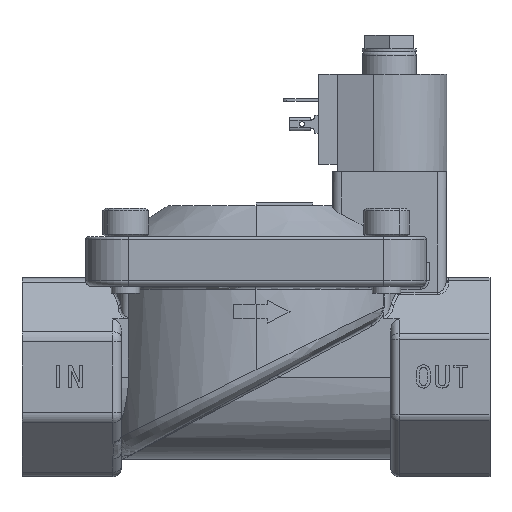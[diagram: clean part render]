
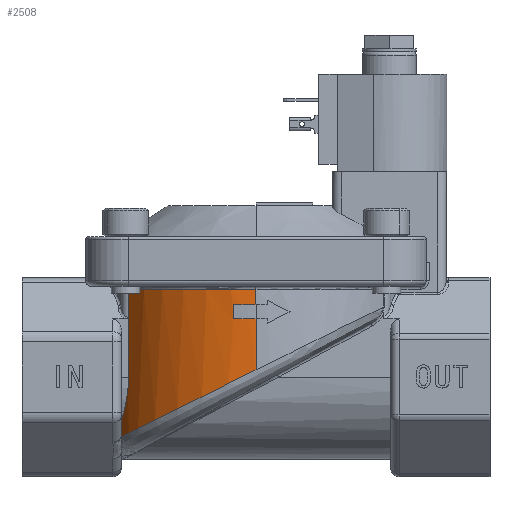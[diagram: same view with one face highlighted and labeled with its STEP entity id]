
A CAD part, top view. The second image highlights one B-rep face of the part: STEP entity #2508.
In plain terms, the highlighted cylindrical face has radius 53.5 mm (diameter 107 mm), a partial arc.
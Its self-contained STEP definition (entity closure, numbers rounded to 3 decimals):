
#15 = CARTESIAN_POINT ( 'NONE',  ( 0., -80., 53.5 ) ) ;
#603 = VERTEX_POINT ( 'NONE', #5817 ) ;
#615 = CARTESIAN_POINT ( 'NONE',  ( -44.958, -80., 29. ) ) ;
#702 = ORIENTED_EDGE ( 'NONE', *, *, #16558, .T. ) ;
#822 = EDGE_CURVE ( 'NONE', #2077, #5190, #3861, .T. ) ;
#823 = CARTESIAN_POINT ( 'NONE',  ( 0., -80., 0. ) ) ;
#853 = VECTOR ( 'NONE', #5904, 1000. ) ;
#1021 = CARTESIAN_POINT ( 'NONE',  ( -47.5, -61.528, 24.617 ) ) ;
#1082 = CIRCLE ( 'NONE', #6631, 53.5 ) ;
#1089 = DIRECTION ( 'NONE',  ( 0., 1., 0. ) ) ;
#1109 = CARTESIAN_POINT ( 'NONE',  ( 0., -20., 53.5 ) ) ;
#1333 = CARTESIAN_POINT ( 'NONE',  ( 0., -20., 0. ) ) ;
#1897 = EDGE_CURVE ( 'NONE', #12252, #2343, #12508, .T. ) ;
#2077 = VERTEX_POINT ( 'NONE', #14818 ) ;
#2209 = AXIS2_PLACEMENT_3D ( 'NONE', #16259, #12263, #3232 ) ;
#2343 = VERTEX_POINT ( 'NONE', #14789 ) ;
#2508 = ADVANCED_FACE ( 'NONE', ( #15227 ), #7501, .T. ) ;
#2618 = CARTESIAN_POINT ( 'NONE',  ( -46.331, -51.709, 26.755 ) ) ;
#2918 = EDGE_CURVE ( 'NONE', #603, #9849, #11394, .T. ) ;
#2965 = CARTESIAN_POINT ( 'NONE',  ( -45.784, -49.182, 27.678 ) ) ;
#3056 = CARTESIAN_POINT ( 'NONE',  ( -47.5, -55.83, 24.617 ) ) ;
#3232 = DIRECTION ( 'NONE',  ( 0., 0., 1. ) ) ;
#3319 = CARTESIAN_POINT ( 'NONE',  ( -47.136, -54.702, 25.319 ) ) ;
#3551 = VECTOR ( 'NONE', #1089, 1000. ) ;
#3771 = CARTESIAN_POINT ( 'NONE',  ( 0., -80., 53.5 ) ) ;
#3822 = DIRECTION ( 'NONE',  ( 0., 1., 0. ) ) ;
#3861 = B_SPLINE_CURVE_WITH_KNOTS ( 'NONE', 3,
 ( #15690, #17083, #14224, #17171, #10491, #14388, #5183, #15779, #15605, #3891 ),
 .UNSPECIFIED., .F., .F.,
 ( 4, 2, 2, 2, 4 ),
 ( 0., 0.25, 0.5, 0.75, 1. ),
 .UNSPECIFIED. ) ;
#3891 = CARTESIAN_POINT ( 'NONE',  ( -47.5, -61.528, 24.617 ) ) ;
#3922 = VECTOR ( 'NONE', #15706, 1000. ) ;
#3929 = CARTESIAN_POINT ( 'NONE',  ( -44.958, -40.5, 29. ) ) ;
#3971 = VECTOR ( 'NONE', #16463, 1000. ) ;
#4009 = CARTESIAN_POINT ( 'NONE',  ( -45.022, -43.238, 28.902 ) ) ;
#4022 = ORIENTED_EDGE ( 'NONE', *, *, #15590, .T. ) ;
#4026 = EDGE_LOOP ( 'NONE', ( #5113, #11471, #8188, #13219, #8573, #4022, #702, #8614, #7938, #6805, #7893, #16009 ) ) ;
#4035 = DIRECTION ( 'NONE',  ( 0., 0., 1. ) ) ;
#4268 = CARTESIAN_POINT ( 'NONE',  ( -45.264, -45.915, 28.522 ) ) ;
#4528 = CARTESIAN_POINT ( 'NONE',  ( -46.794, -53.532, 25.941 ) ) ;
#4542 = VERTEX_POINT ( 'NONE', #7101 ) ;
#4990 = CARTESIAN_POINT ( 'NONE',  ( 0., -15., 53.5 ) ) ;
#4994 = VECTOR ( 'NONE', #3822, 1000. ) ;
#5113 = ORIENTED_EDGE ( 'NONE', *, *, #822, .F. ) ;
#5125 = DIRECTION ( 'NONE',  ( 0., 1., 0. ) ) ;
#5183 = CARTESIAN_POINT ( 'NONE',  ( -35.772, -55.719, 40.079 ) ) ;
#5190 = VERTEX_POINT ( 'NONE', #1021 ) ;
#5258 = AXIS2_PLACEMENT_3D ( 'NONE', #1333, #13220, #9314 ) ;
#5324 = VERTEX_POINT ( 'NONE', #12300 ) ;
#5339 = CARTESIAN_POINT ( 'NONE',  ( 0., -9.5, 0. ) ) ;
#5817 = CARTESIAN_POINT ( 'NONE',  ( -47.5, -55.83, 24.617 ) ) ;
#5904 = DIRECTION ( 'NONE',  ( 0., -1., 0. ) ) ;
#5949 = LINE ( 'NONE', #11250, #3971 ) ;
#6034 = EDGE_CURVE ( 'NONE', #8694, #603, #15865, .T. ) ;
#6199 = DIRECTION ( 'NONE',  ( 0., 0., 1. ) ) ;
#6292 = LINE ( 'NONE', #3771, #3551 ) ;
#6370 = CARTESIAN_POINT ( 'NONE',  ( -47.5, -61.138, 24.617 ) ) ;
#6607 = LINE ( 'NONE', #15, #12564 ) ;
#6631 = AXIS2_PLACEMENT_3D ( 'NONE', #5339, #13330, #4035 ) ;
#6805 = ORIENTED_EDGE ( 'NONE', *, *, #6034, .T. ) ;
#7101 = CARTESIAN_POINT ( 'NONE',  ( -8., -15., 52.898 ) ) ;
#7501 = CYLINDRICAL_SURFACE ( 'NONE', #7539, 53.5 ) ;
#7539 = AXIS2_PLACEMENT_3D ( 'NONE', #823, #12795, #6199 ) ;
#7893 = ORIENTED_EDGE ( 'NONE', *, *, #2918, .T. ) ;
#7938 = ORIENTED_EDGE ( 'NONE', *, *, #11786, .T. ) ;
#8188 = ORIENTED_EDGE ( 'NONE', *, *, #9208, .T. ) ;
#8231 = CARTESIAN_POINT ( 'NONE',  ( -44.958, -80., 29. ) ) ;
#8573 = ORIENTED_EDGE ( 'NONE', *, *, #17020, .T. ) ;
#8614 = ORIENTED_EDGE ( 'NONE', *, *, #1897, .T. ) ;
#8694 = VERTEX_POINT ( 'NONE', #10157 ) ;
#9021 = CARTESIAN_POINT ( 'NONE',  ( -8., -20., 52.898 ) ) ;
#9208 = EDGE_CURVE ( 'NONE', #15170, #12628, #13012, .T. ) ;
#9222 = CARTESIAN_POINT ( 'NONE',  ( -45.912, -49.827, 27.467 ) ) ;
#9314 = DIRECTION ( 'NONE',  ( 0., 0., 1. ) ) ;
#9433 = EDGE_CURVE ( 'NONE', #12628, #4542, #14905, .T. ) ;
#9565 = CARTESIAN_POINT ( 'NONE',  ( -45.442, -47.233, 28.24 ) ) ;
#9849 = VERTEX_POINT ( 'NONE', #6370 ) ;
#10157 = CARTESIAN_POINT ( 'NONE',  ( -44.958, -40.5, 29. ) ) ;
#10420 = CARTESIAN_POINT ( 'NONE',  ( -47.5, -80., 24.617 ) ) ;
#10491 = CARTESIAN_POINT ( 'NONE',  ( -23.634, -49.706, 48.243 ) ) ;
#10851 = VERTEX_POINT ( 'NONE', #4990 ) ;
#10937 = DIRECTION ( 'NONE',  ( 0., -1., 0. ) ) ;
#11250 = CARTESIAN_POINT ( 'NONE',  ( -47.5, -61.331, 24.617 ) ) ;
#11394 = LINE ( 'NONE', #10420, #3922 ) ;
#11471 = ORIENTED_EDGE ( 'NONE', *, *, #14364, .T. ) ;
#11786 = EDGE_CURVE ( 'NONE', #2343, #8694, #14825, .T. ) ;
#12252 = VERTEX_POINT ( 'NONE', #14009 ) ;
#12263 = DIRECTION ( 'NONE',  ( 0., 1., 0. ) ) ;
#12300 = CARTESIAN_POINT ( 'NONE',  ( 0., -9.5, 53.5 ) ) ;
#12508 = LINE ( 'NONE', #615, #853 ) ;
#12564 = VECTOR ( 'NONE', #5125, 1000. ) ;
#12628 = VERTEX_POINT ( 'NONE', #9021 ) ;
#12795 = DIRECTION ( 'NONE',  ( 0., 1., 0. ) ) ;
#13012 = CIRCLE ( 'NONE', #5258, 53.5 ) ;
#13212 = EDGE_CURVE ( 'NONE', #5190, #9849, #5949, .T. ) ;
#13219 = ORIENTED_EDGE ( 'NONE', *, *, #9433, .T. ) ;
#13220 = DIRECTION ( 'NONE',  ( 0., -1., 0. ) ) ;
#13330 = DIRECTION ( 'NONE',  ( 0., -1., 0. ) ) ;
#14009 = CARTESIAN_POINT ( 'NONE',  ( -44.958, -9.5, 29. ) ) ;
#14224 = CARTESIAN_POINT ( 'NONE',  ( -9.742, -42.826, 52.831 ) ) ;
#14364 = EDGE_CURVE ( 'NONE', #2077, #15170, #6607, .T. ) ;
#14388 = CARTESIAN_POINT ( 'NONE',  ( -31.958, -53.83, 43.182 ) ) ;
#14514 = CARTESIAN_POINT ( 'NONE',  ( -46.184, -51.089, 27.006 ) ) ;
#14789 = CARTESIAN_POINT ( 'NONE',  ( -44.958, -19.577, 29. ) ) ;
#14818 = CARTESIAN_POINT ( 'NONE',  ( 0., -38., 53.5 ) ) ;
#14825 = LINE ( 'NONE', #8231, #15163 ) ;
#14905 = LINE ( 'NONE', #17018, #4994 ) ;
#14954 = CIRCLE ( 'NONE', #2209, 53.5 ) ;
#15163 = VECTOR ( 'NONE', #10937, 1000. ) ;
#15170 = VERTEX_POINT ( 'NONE', #1109 ) ;
#15227 = FACE_OUTER_BOUND ( 'NONE', #4026, .T. ) ;
#15590 = EDGE_CURVE ( 'NONE', #10851, #5324, #6292, .T. ) ;
#15605 = CARTESIAN_POINT ( 'NONE',  ( -45.259, -60.418, 28.942 ) ) ;
#15690 = CARTESIAN_POINT ( 'NONE',  ( 0., -38., 53.5 ) ) ;
#15706 = DIRECTION ( 'NONE',  ( 0., -1., 0. ) ) ;
#15779 = CARTESIAN_POINT ( 'NONE',  ( -42.423, -59.013, 32.959 ) ) ;
#15865 = B_SPLINE_CURVE_WITH_KNOTS ( 'NONE', 3,
 ( #3929, #16165, #4009, #4268, #9565, #2965, #9222, #14514, #2618, #4528, #3319, #3056 ),
 .UNSPECIFIED., .F., .F.,
 ( 4, 2, 2, 2, 2, 4 ),
 ( 0., 0.004, 0.008, 0.01, 0.012, 0.016 ),
 .UNSPECIFIED. ) ;
#16009 = ORIENTED_EDGE ( 'NONE', *, *, #13212, .F. ) ;
#16165 = CARTESIAN_POINT ( 'NONE',  ( -44.958, -41.88, 29. ) ) ;
#16259 = CARTESIAN_POINT ( 'NONE',  ( 0., -15., 0. ) ) ;
#16463 = DIRECTION ( 'NONE',  ( 0., 1., 0. ) ) ;
#16558 = EDGE_CURVE ( 'NONE', #5324, #12252, #1082, .T. ) ;
#17018 = CARTESIAN_POINT ( 'NONE',  ( -8., -80., 52.898 ) ) ;
#17020 = EDGE_CURVE ( 'NONE', #4542, #10851, #14954, .T. ) ;
#17083 = CARTESIAN_POINT ( 'NONE',  ( -4.871, -40.413, 53.5 ) ) ;
#17171 = CARTESIAN_POINT ( 'NONE',  ( -19.124, -47.473, 50.202 ) ) ;
